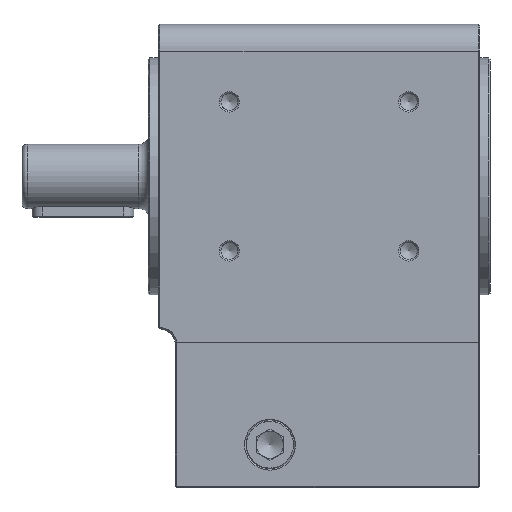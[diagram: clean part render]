
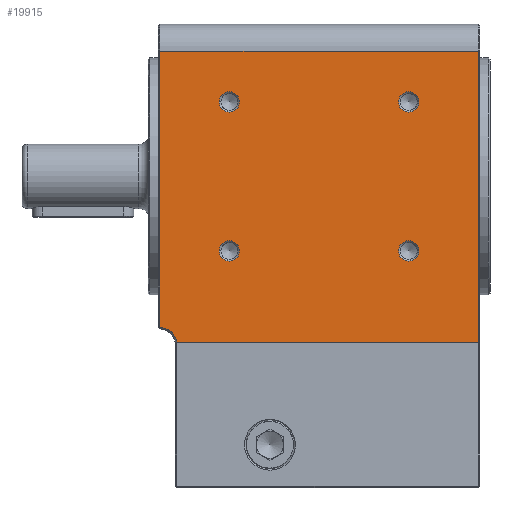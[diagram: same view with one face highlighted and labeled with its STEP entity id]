
A CAD part, left-side view. The second image highlights one B-rep face of the part: STEP entity #19915.
In plain terms, the highlighted planar face has unit normal (-1, 0, 0).
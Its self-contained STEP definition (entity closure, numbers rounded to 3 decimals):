
#309 = CARTESIAN_POINT ( 'NONE',  ( -45., 89.491, -49. ) ) ;
#440 = EDGE_CURVE ( 'NONE', #26084, #26084, #18088, .T. ) ;
#1068 = VERTEX_POINT ( 'NONE', #3079 ) ;
#1132 = VECTOR ( 'NONE', #42409, 1000. ) ;
#1374 = VERTEX_POINT ( 'NONE', #309 ) ;
#1633 = VERTEX_POINT ( 'NONE', #40058 ) ;
#3079 = CARTESIAN_POINT ( 'NONE',  ( -45., 94.5, -44.514 ) ) ;
#4065 = AXIS2_PLACEMENT_3D ( 'NONE', #26964, #26916, #26904 ) ;
#5206 = VERTEX_POINT ( 'NONE', #27777 ) ;
#6543 = VECTOR ( 'NONE', #21211, 1000. ) ;
#6707 = ORIENTED_EDGE ( 'NONE', *, *, #11118, .T. ) ;
#7063 = CIRCLE ( 'NONE', #31720, 3. ) ;
#7997 = CARTESIAN_POINT ( 'NONE',  ( -45., 21., 19. ) ) ;
#8051 = VERTEX_POINT ( 'NONE', #7997 ) ;
#8208 = AXIS2_PLACEMENT_3D ( 'NONE', #36868, #36822, #36814 ) ;
#10487 = VERTEX_POINT ( 'NONE', #39407 ) ;
#10738 = CARTESIAN_POINT ( 'NONE',  ( -45., 74., 19. ) ) ;
#10853 = VERTEX_POINT ( 'NONE', #10738 ) ;
#11015 = EDGE_CURVE ( 'NONE', #10487, #15911, #26799, .T. ) ;
#11100 = DIRECTION ( 'NONE',  ( 0., 0., -1. ) ) ;
#11118 = EDGE_CURVE ( 'NONE', #10853, #10853, #7063, .T. ) ;
#11153 = DIRECTION ( 'NONE',  ( 1., 0., 0. ) ) ;
#11196 = CARTESIAN_POINT ( 'NONE',  ( -45., 74., -22. ) ) ;
#11817 = ORIENTED_EDGE ( 'NONE', *, *, #440, .T. ) ;
#12231 = EDGE_LOOP ( 'NONE', ( #13333 ) ) ;
#13333 = ORIENTED_EDGE ( 'NONE', *, *, #19800, .T. ) ;
#13334 = EDGE_CURVE ( 'NONE', #8051, #8051, #21413, .T. ) ;
#13737 = AXIS2_PLACEMENT_3D ( 'NONE', #29775, #29681, #29670 ) ;
#15911 = VERTEX_POINT ( 'NONE', #19190 ) ;
#16913 = EDGE_CURVE ( 'NONE', #5206, #1068, #42500, .T. ) ;
#17658 = CIRCLE ( 'NONE', #42744, 5.5 ) ;
#18088 = CIRCLE ( 'NONE', #43206, 3. ) ;
#19190 = CARTESIAN_POINT ( 'NONE',  ( -45., 0.5, 37. ) ) ;
#19303 = EDGE_LOOP ( 'NONE', ( #41181 ) ) ;
#19397 = ORIENTED_EDGE ( 'NONE', *, *, #25157, .T. ) ;
#19616 = ORIENTED_EDGE ( 'NONE', *, *, #27579, .F. ) ;
#19800 = EDGE_CURVE ( 'NONE', #1633, #1633, #32937, .T. ) ;
#19915 = ADVANCED_FACE ( 'NONE', ( #27108, #27094, #27077, #27044, #27021 ), #26986, .F. ) ;
#21211 = DIRECTION ( 'NONE',  ( 0., -1., 0. ) ) ;
#21216 = CARTESIAN_POINT ( 'NONE',  ( -45., 90., -49. ) ) ;
#21290 = LINE ( 'NONE', #21216, #6543 ) ;
#21413 = CIRCLE ( 'NONE', #8208, 3. ) ;
#24467 = VECTOR ( 'NONE', #26730, 1000. ) ;
#25157 = EDGE_CURVE ( 'NONE', #1068, #1374, #17658, .T. ) ;
#25270 = DIRECTION ( 'NONE',  ( 0., 0., -1. ) ) ;
#25286 = DIRECTION ( 'NONE',  ( 1., 0., 0. ) ) ;
#25379 = CARTESIAN_POINT ( 'NONE',  ( -45., 74., 22. ) ) ;
#25992 = CARTESIAN_POINT ( 'NONE',  ( -45., 74., -25. ) ) ;
#26084 = VERTEX_POINT ( 'NONE', #25992 ) ;
#26243 = EDGE_LOOP ( 'NONE', ( #11817 ) ) ;
#26730 = DIRECTION ( 'NONE',  ( 0., 0., 1. ) ) ;
#26773 = CARTESIAN_POINT ( 'NONE',  ( -45., 0.5, 37. ) ) ;
#26799 = LINE ( 'NONE', #26773, #24467 ) ;
#26904 = DIRECTION ( 'NONE',  ( 0., 0., -1. ) ) ;
#26916 = DIRECTION ( 'NONE',  ( 1., 0., 0. ) ) ;
#26964 = CARTESIAN_POINT ( 'NONE',  ( -45., 90., 37. ) ) ;
#26986 = PLANE ( 'NONE',  #4065 ) ;
#27021 = FACE_OUTER_BOUND ( 'NONE', #27339, .T. ) ;
#27044 = FACE_BOUND ( 'NONE', #28049, .T. ) ;
#27077 = FACE_BOUND ( 'NONE', #26243, .T. ) ;
#27094 = FACE_BOUND ( 'NONE', #12231, .T. ) ;
#27108 = FACE_BOUND ( 'NONE', #19303, .T. ) ;
#27339 = EDGE_LOOP ( 'NONE', ( #37483, #29128, #19616, #36906, #19397 ) ) ;
#27579 = EDGE_CURVE ( 'NONE', #5206, #15911, #42862, .T. ) ;
#27777 = CARTESIAN_POINT ( 'NONE',  ( -45., 94.5, 37. ) ) ;
#28049 = EDGE_LOOP ( 'NONE', ( #6707 ) ) ;
#29128 = ORIENTED_EDGE ( 'NONE', *, *, #11015, .T. ) ;
#29670 = DIRECTION ( 'NONE',  ( 0., 0., -1. ) ) ;
#29681 = DIRECTION ( 'NONE',  ( 1., 0., 0. ) ) ;
#29775 = CARTESIAN_POINT ( 'NONE',  ( -45., 21., -22. ) ) ;
#31720 = AXIS2_PLACEMENT_3D ( 'NONE', #25379, #25286, #25270 ) ;
#32937 = CIRCLE ( 'NONE', #13737, 3. ) ;
#34609 = EDGE_CURVE ( 'NONE', #1374, #10487, #21290, .T. ) ;
#36170 = DIRECTION ( 'NONE',  ( 0., 0., -1. ) ) ;
#36207 = DIRECTION ( 'NONE',  ( 1., 0., 0. ) ) ;
#36217 = CARTESIAN_POINT ( 'NONE',  ( -45., 94.899, -50. ) ) ;
#36344 = VECTOR ( 'NONE', #42795, 1000. ) ;
#36814 = DIRECTION ( 'NONE',  ( 0., 0., -1. ) ) ;
#36822 = DIRECTION ( 'NONE',  ( 1., 0., 0. ) ) ;
#36868 = CARTESIAN_POINT ( 'NONE',  ( -45., 21., 22. ) ) ;
#36906 = ORIENTED_EDGE ( 'NONE', *, *, #16913, .T. ) ;
#37483 = ORIENTED_EDGE ( 'NONE', *, *, #34609, .T. ) ;
#39407 = CARTESIAN_POINT ( 'NONE',  ( -45., 0.5, -49. ) ) ;
#40058 = CARTESIAN_POINT ( 'NONE',  ( -45., 21., -25. ) ) ;
#41181 = ORIENTED_EDGE ( 'NONE', *, *, #13334, .T. ) ;
#42409 = DIRECTION ( 'NONE',  ( 0., 0., -1. ) ) ;
#42445 = CARTESIAN_POINT ( 'NONE',  ( -45., 94.5, -45. ) ) ;
#42500 = LINE ( 'NONE', #42445, #1132 ) ;
#42744 = AXIS2_PLACEMENT_3D ( 'NONE', #36217, #36207, #36170 ) ;
#42795 = DIRECTION ( 'NONE',  ( 0., -1., 0. ) ) ;
#42833 = CARTESIAN_POINT ( 'NONE',  ( -45., 90., 37. ) ) ;
#42862 = LINE ( 'NONE', #42833, #36344 ) ;
#43206 = AXIS2_PLACEMENT_3D ( 'NONE', #11196, #11153, #11100 ) ;
